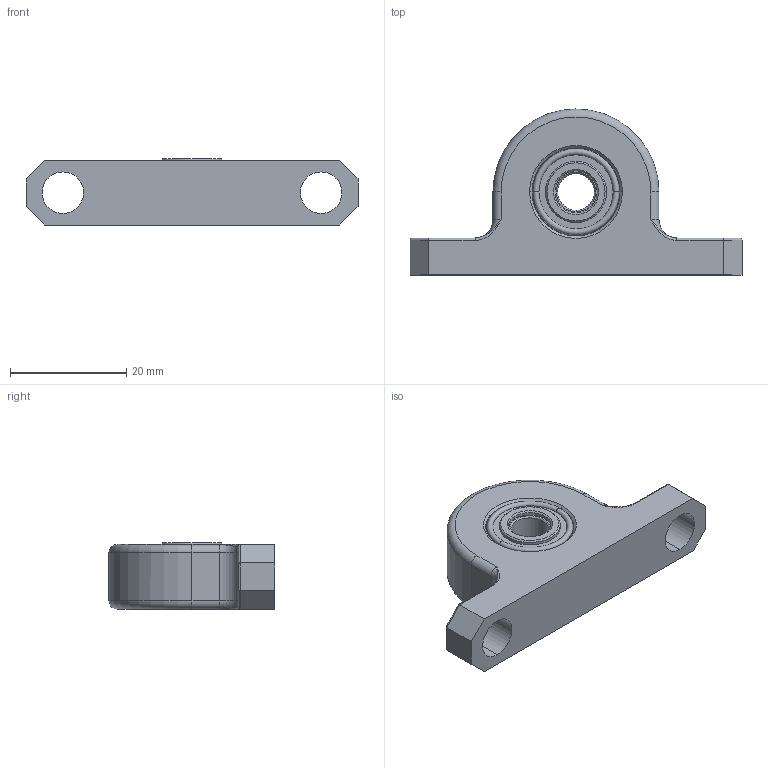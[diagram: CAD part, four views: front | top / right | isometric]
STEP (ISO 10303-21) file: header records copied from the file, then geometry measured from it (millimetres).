
FILE_DESCRIPTION (( 'STEP AP203' ), '1' );
FILE_NAME ('2820T3_Dry-Running Mounted Sleeve Bearing.STEP', '2021-07-09T09:12:09', ( 'Administrator' ), ( 'Managed by Terraform' ), 'SwSTEP 2.0', 'SolidWorks 2017', '' );
FILE_SCHEMA (( 'CONFIG_CONTROL_DESIGN' ));
Length unit declared in the file: inch
Products named in the file (1): 2820T3_Dry-Running Mounted Sleeve Bearing
Bounding box: 57.15 x 28.57 x 11.37 mm (x, y, z)
Volume: 8836.1 mm3; surface area: 4936.5 mm2
Topology: 2 solids, 2 shells, 87 faces, 194 edges, 112 vertices
Faces by surface type: cylinder 37, plane 20, cone 18, torus 8, bspline 4
Entity records: 2743 total; most frequent: CARTESIAN_POINT 738, DIRECTION 428, ORIENTED_EDGE 380, EDGE_CURVE 190, AXIS2_PLACEMENT_3D 170, VERTEX_POINT 112, EDGE_LOOP 100, LINE 88
